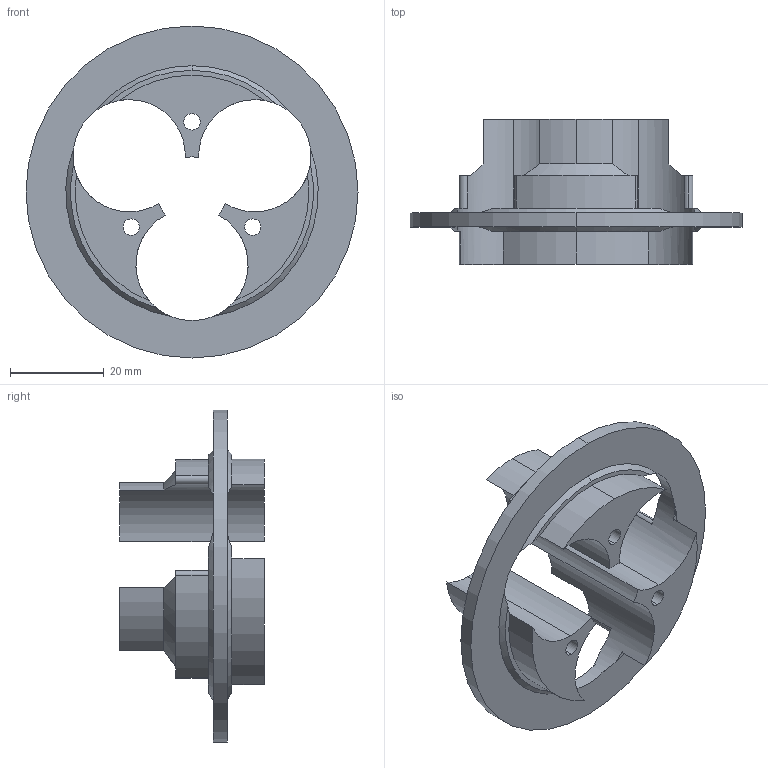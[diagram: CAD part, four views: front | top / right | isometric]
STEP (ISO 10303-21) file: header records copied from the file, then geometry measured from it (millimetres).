
FILE_DESCRIPTION (( 'STEP AP203' ), '1' );
FILE_NAME ('layer base three.STEP', '2022-08-30T10:23:53', ( '' ), ( '' ), 'SwSTEP 2.0', 'SolidWorks 2020', '' );
FILE_SCHEMA (( 'CONFIG_CONTROL_DESIGN' ));
Length unit declared in the file: millimetre
Products named in the file (1): layer base three
Bounding box: 71 x 31 x 71 mm (x, y, z)
Volume: 20168.2 mm3; surface area: 12466.6 mm2
Topology: 1 solids, 1 shells, 65 faces, 189 edges, 126 vertices
Faces by surface type: cylinder 38, plane 17, cone 10
Entity records: 2337 total; most frequent: CARTESIAN_POINT 435, DIRECTION 426, ORIENTED_EDGE 378, EDGE_CURVE 189, AXIS2_PLACEMENT_3D 189, VERTEX_POINT 126, CIRCLE 123, EDGE_LOOP 73
